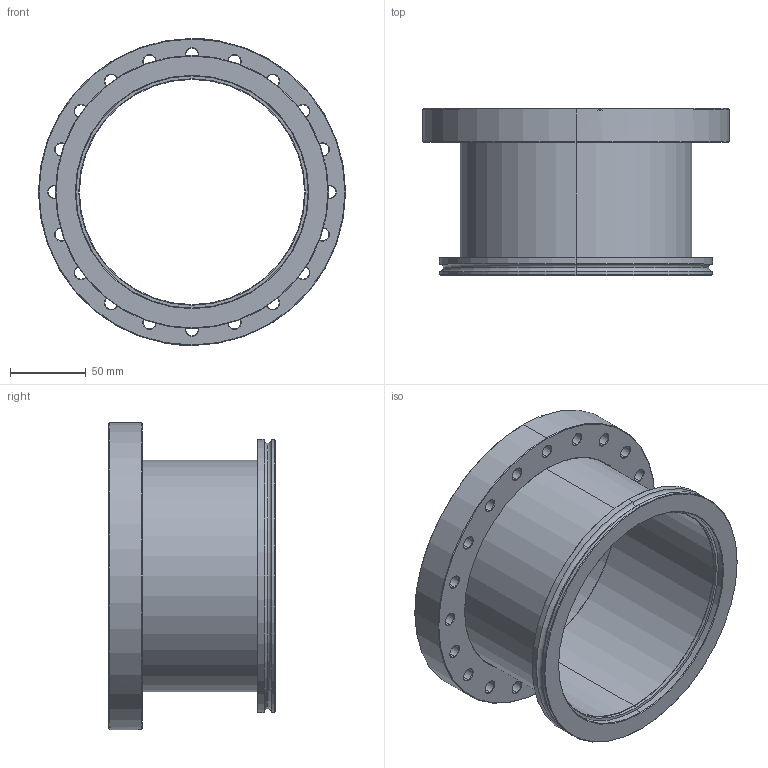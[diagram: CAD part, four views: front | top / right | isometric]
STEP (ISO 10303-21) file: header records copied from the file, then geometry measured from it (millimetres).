
FILE_DESCRIPTION (( 'STEP AP214' ), '1' );
FILE_NAME ('Hositrad_CFA150-ISO160.STEP', '2014-11-18T08:48:22', ( '' ), ( '' ), 'SwSTEP 2.0', 'SolidWorks 2014', '' );
FILE_SCHEMA (( 'AUTOMOTIVE_DESIGN' ));
Length unit declared in the file: millimetre
Products named in the file (4): Tube 152.4-All_Tube 152.4 L=90,8; ISO-K-Weld-All_ISO160-152; NW150CF-Weld_CF150-152; Hositrad_CFA150-ISO160
Assembly tree (3 placements, depth 2):
  Hositrad_CFA150-ISO160
    NW150CF-Weld_CF150-152
    ISO-K-Weld-All_ISO160-152
    Tube 152.4-All_Tube 152.4 L=90,8
Bounding box: 202.4 x 110 x 202.4 mm (x, y, z)
Volume: 449057.3 mm3; surface area: 182739 mm2
Topology: 3 solids, 3 shells, 192 faces, 436 edges, 255 vertices
Faces by surface type: cone 103, cylinder 66, plane 19, torus 4
Entity records: 5623 total; most frequent: DIRECTION 1077, CARTESIAN_POINT 901, ORIENTED_EDGE 872, AXIS2_PLACEMENT_3D 447, EDGE_CURVE 436, VERTEX_POINT 255, CIRCLE 249, EDGE_LOOP 243
